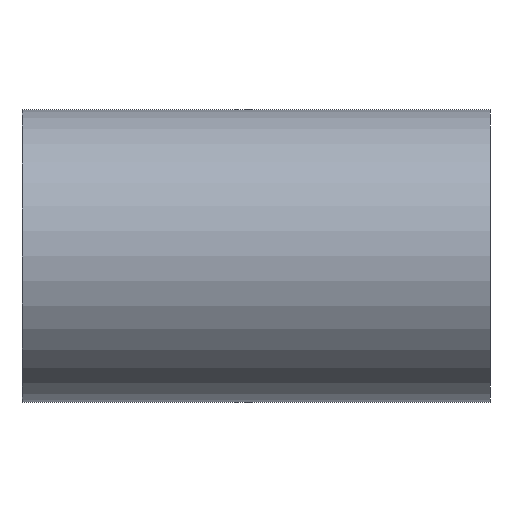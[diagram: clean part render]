
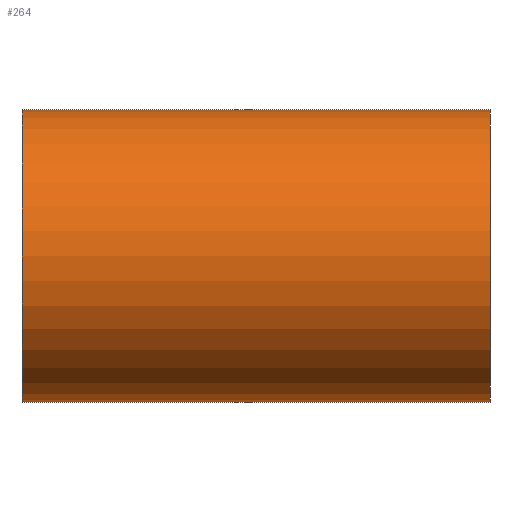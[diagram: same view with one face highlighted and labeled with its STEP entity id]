
A CAD part, front view. The second image highlights one B-rep face of the part: STEP entity #264.
In plain terms, the highlighted cylindrical face has radius 40.5 mm (diameter 81 mm), a partial arc.
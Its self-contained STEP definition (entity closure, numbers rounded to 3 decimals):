
#120 = EDGE_CURVE( '', #246, #284, #328, .T. );
#154 = VERTEX_POINT( '', #370 );
#186 = VERTEX_POINT( '', #408 );
#194 = EDGE_CURVE( '', #186, #246, #418, .T. );
#246 = VERTEX_POINT( '', #477 );
#250 = EDGE_CURVE( '', #284, #154, #481, .T. );
#264 = ADVANCED_FACE( '', ( #496 ), #497, .T. );
#284 = VERTEX_POINT( '', #517 );
#302 = EDGE_CURVE( '', #186, #154, #537, .T. );
#328 = CIRCLE( '', #554, 40.5 );
#370 = CARTESIAN_POINT( '', ( -100.5, 0., -40.5 ) );
#408 = CARTESIAN_POINT( '', ( -100.5, 0., 40.5 ) );
#418 = LINE( '', #690, #691 );
#477 = CARTESIAN_POINT( '', ( 29., 0., 40.5 ) );
#481 = LINE( '', #831, #832 );
#496 = FACE_OUTER_BOUND( '', #913, .T. );
#497 = CYLINDRICAL_SURFACE( '', #914, 40.5 );
#517 = CARTESIAN_POINT( '', ( 29., 0., -40.5 ) );
#537 = CIRCLE( '', #1016, 40.5 );
#554 = AXIS2_PLACEMENT_3D( '', #1029, #1030, #1031 );
#690 = CARTESIAN_POINT( '', ( 29., 0., 40.5 ) );
#691 = VECTOR( '', #1152, 1. );
#831 = CARTESIAN_POINT( '', ( 29., 0., -40.5 ) );
#832 = VECTOR( '', #1225, 1. );
#913 = EDGE_LOOP( '', ( #1244, #1245, #1246, #1247 ) );
#914 = AXIS2_PLACEMENT_3D( '', #1248, #1249, #1250 );
#1016 = AXIS2_PLACEMENT_3D( '', #1280, #1281, #1282 );
#1029 = CARTESIAN_POINT( '', ( 29., 0., 0. ) );
#1030 = DIRECTION( '', ( 1., 0., 0. ) );
#1031 = DIRECTION( '', ( 0., 0., -1. ) );
#1152 = DIRECTION( '', ( 1., 0., 0. ) );
#1225 = DIRECTION( '', ( -1., 0., 0. ) );
#1244 = ORIENTED_EDGE( '', *, *, #250, .F. );
#1245 = ORIENTED_EDGE( '', *, *, #120, .F. );
#1246 = ORIENTED_EDGE( '', *, *, #194, .F. );
#1247 = ORIENTED_EDGE( '', *, *, #302, .T. );
#1248 = CARTESIAN_POINT( '', ( 29., 0., 0. ) );
#1249 = DIRECTION( '', ( 1., 0., 0. ) );
#1250 = DIRECTION( '', ( 0., 0., -1. ) );
#1280 = CARTESIAN_POINT( '', ( -100.5, 0., 0. ) );
#1281 = DIRECTION( '', ( 1., 0., 0. ) );
#1282 = DIRECTION( '', ( 0., 0., -1. ) );
